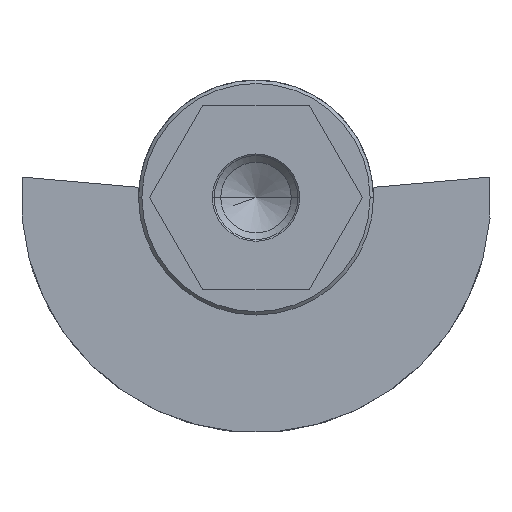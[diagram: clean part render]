
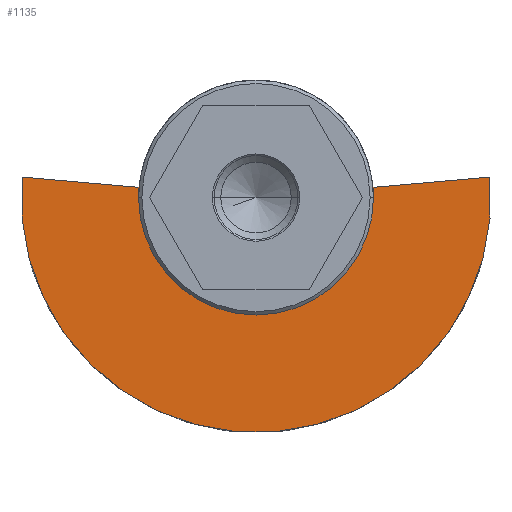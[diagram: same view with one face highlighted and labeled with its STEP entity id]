
A CAD part, front view. The second image highlights one B-rep face of the part: STEP entity #1135.
In plain terms, the highlighted planar face has unit normal (0, -1, 0).
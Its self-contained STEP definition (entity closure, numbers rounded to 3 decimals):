
#62=DIRECTION('',(-0.996,0.,-0.087));
#63=VECTOR('',#62,7.);
#64=CARTESIAN_POINT('',(13.947,-12.,1.22));
#65=LINE('',#64,#63);
#76=CARTESIAN_POINT('',(0.,-12.,0.));
#77=DIRECTION('',(0.,-1.,0.));
#78=DIRECTION('',(-0.996,0.,0.087));
#79=AXIS2_PLACEMENT_3D('',#76,#77,#78);
#84=CARTESIAN_POINT('',(0.,-12.,0.));
#85=DIRECTION('',(0.,1.,0.));
#86=DIRECTION('',(1.,0.,0.));
#87=AXIS2_PLACEMENT_3D('',#84,#85,#86);
#92=CARTESIAN_POINT('',(0.,-12.,0.));
#93=DIRECTION('',(0.,-1.,0.));
#94=DIRECTION('',(1.,0.,0.));
#95=AXIS2_PLACEMENT_3D('',#92,#93,#94);
#115=CARTESIAN_POINT('',(0.,-12.,0.));
#116=DIRECTION('',(0.,-1.,0.));
#117=DIRECTION('',(-0.996,0.,0.087));
#118=AXIS2_PLACEMENT_3D('',#115,#116,#117);
#190=DIRECTION('',(-0.996,0.,0.087));
#191=VECTOR('',#190,7.);
#192=CARTESIAN_POINT('',(-6.973,-12.,0.61));
#193=LINE('',#192,#191);
#948=CARTESIAN_POINT('',(7.,-12.,0.));
#949=CARTESIAN_POINT('',(-7.,-12.,0.));
#950=VERTEX_POINT('',#948);
#951=VERTEX_POINT('',#949);
#999=CARTESIAN_POINT('',(-13.947,-12.,1.22));
#1001=VERTEX_POINT('',#999);
#1002=CARTESIAN_POINT('',(13.947,-12.,1.22));
#1003=VERTEX_POINT('',#1002);
#1010=CARTESIAN_POINT('',(6.973,-12.,0.61));
#1011=VERTEX_POINT('',#1010);
#1012=CARTESIAN_POINT('',(-6.973,-12.,0.61));
#1013=VERTEX_POINT('',#1012);
#1117=CARTESIAN_POINT('',(0.,-12.,0.));
#1118=DIRECTION('',(0.,1.,0.));
#1119=DIRECTION('',(1.,0.,0.));
#1120=AXIS2_PLACEMENT_3D('',#1117,#1118,#1119);
#1121=PLANE('',#1120);
#1122=ORIENTED_EDGE('',*,*,#1107,.F.);
#1124=ORIENTED_EDGE('',*,*,#1123,.F.);
#1126=ORIENTED_EDGE('',*,*,#1125,.F.);
#1128=ORIENTED_EDGE('',*,*,#1127,.T.);
#1130=ORIENTED_EDGE('',*,*,#1129,.F.);
#1132=ORIENTED_EDGE('',*,*,#1131,.T.);
#1133=EDGE_LOOP('',(#1122,#1124,#1126,#1128,#1130,#1132));
#1134=FACE_OUTER_BOUND('',#1133,.F.);
#80=CIRCLE('',#79,7.);
#88=CIRCLE('',#87,7.);
#96=CIRCLE('',#95,7.);
#119=CIRCLE('',#118,14.);
#1107=EDGE_CURVE('',#1003,#1011,#65,.T.);
#1123=EDGE_CURVE('',#1001,#1003,#119,.T.);
#1125=EDGE_CURVE('',#1013,#1001,#193,.T.);
#1127=EDGE_CURVE('',#1013,#951,#80,.T.);
#1129=EDGE_CURVE('',#950,#951,#88,.T.);
#1131=EDGE_CURVE('',#950,#1011,#96,.T.);
#1135=ADVANCED_FACE('',(#1134),#1121,.F.);
